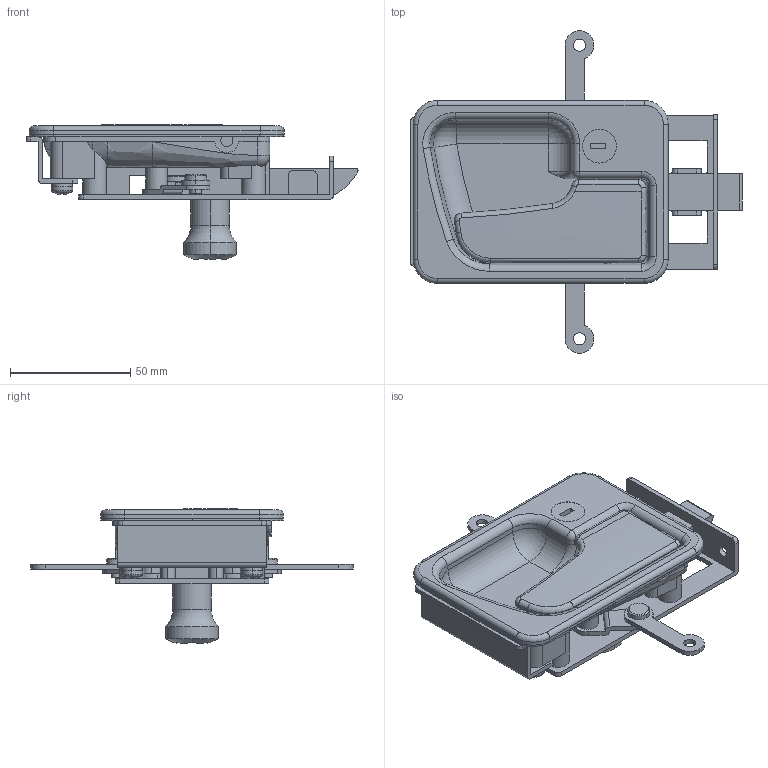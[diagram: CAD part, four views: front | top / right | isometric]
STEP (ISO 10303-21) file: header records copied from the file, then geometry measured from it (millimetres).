
FILE_DESCRIPTION (( 'STEP AP203' ), '1' );
FILE_NAME ('A-542-3-L.STEP', '2020-02-14T05:24:41', ( '' ), ( '' ), 'SwSTEP 2.0', 'SolidWorks 2018', '' );
FILE_SCHEMA (( 'CONFIG_CONTROL_DESIGN' ));
Length unit declared in the file: millimetre
Products named in the file (19): A-542-3-L_パッキン_; A-542-3-L_ラッチ_; A-542-3-L_六角ボルト_内径基準ver1.03__M8x30十字穴付六角ボルト(鉄); A-542-3-L_本体_; A-542-3-L_十字穴付皿小ねじ_内径基準ver1.02__M5x8十字穴付皿小ねじ(鉄); A-542-3-L; A-542-3-L_ばね座金ver1.0__M8ばね座金(鉄); 200-2-1.5_公; A-542-3-L_儕儞僋僾儗乕僩A_; A-542-3-L_アーム_; A-542-3-L_ラッチケース_; A-542-3-L_解除ピン_; A-542-3-L_シャフト_; A-542-3-L_ハンドル_; A-542-3-L_儕儞僋僾儗乕僩B_; A-542-3-L_取付板_; A-542-3-L_十字穴付小ねじ_内径基準ver1.02__M5x8十字穴付なべ小ねじ(鉄)SWシングルセムス(P2); A-542-3-L_リンクピン_; A-542-3-L_儔僢僠Assy_
Assembly tree (24 placements, depth 3):
  A-542-3-L
    A-542-3-L_本体_
    A-542-3-L_ハンドル_
    A-542-3-L_儔僢僠Assy_
      A-542-3-L_ラッチケース_
      A-542-3-L_ラッチ_
      A-542-3-L_シャフト_
      A-542-3-L_儕儞僋僾儗乕僩A_
      A-542-3-L_儕儞僋僾儗乕僩B_
      A-542-3-L_アーム_  x2
      A-542-3-L_リンクピン_  x2
      A-542-3-L_解除ピン_
      A-542-3-L_ばね座金ver1.0__M8ばね座金(鉄)
      A-542-3-L_六角ボルト_内径基準ver1.03__M8x30十字穴付六角ボルト(鉄)
    200-2-1.5_公
    A-542-3-L_パッキン_
    A-542-3-L_十字穴付皿小ねじ_内径基準ver1.02__M5x8十字穴付皿小ねじ(鉄)  x4
    A-542-3-L_取付板_
    A-542-3-L_十字穴付小ねじ_内径基準ver1.02__M5x8十字穴付なべ小ねじ(鉄)SWシングルセムス(P2)  x2
Bounding box: 138 x 134.03 x 55.93 mm (x, y, z)
Volume: 99204 mm3; surface area: 78678.4 mm2
Topology: 23 solids, 23 shells, 848 faces, 2182 edges, 1409 vertices
Faces by surface type: plane 395, cylinder 325, cone 64, bspline 29, torus 24, sphere 11
Entity records: 24544 total; most frequent: CARTESIAN_POINT 5642, DIRECTION 3577, ORIENTED_EDGE 3472, EDGE_CURVE 1736, AXIS2_PLACEMENT_3D 1334, VERTEX_POINT 1121, VECTOR 909, LINE 909
